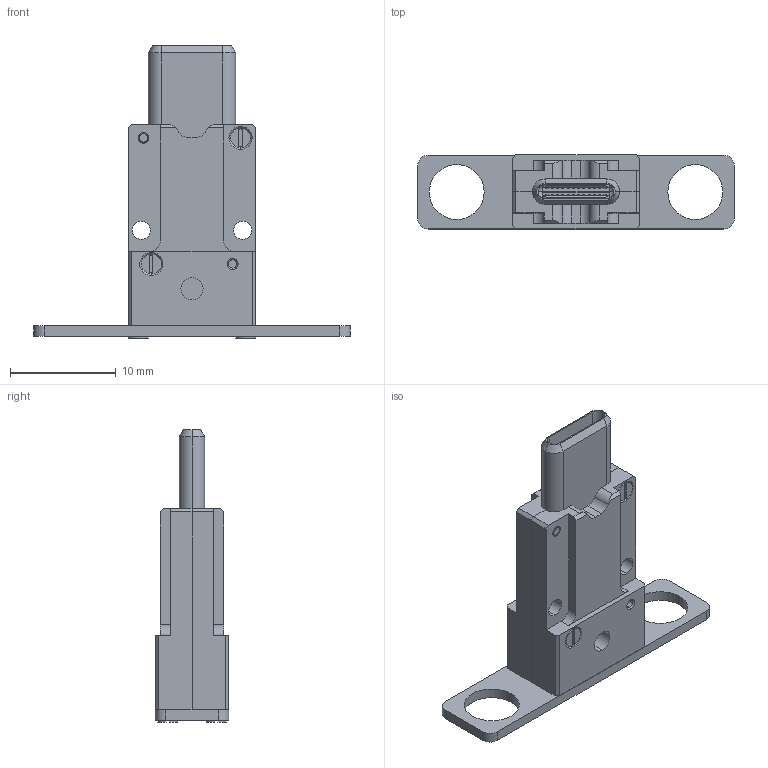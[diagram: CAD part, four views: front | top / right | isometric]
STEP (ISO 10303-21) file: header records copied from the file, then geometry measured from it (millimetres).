
FILE_DESCRIPTION (( 'STEP AP214' ), '1' );
FILE_NAME ('INGUN_116066.STEP', '2025-03-05T15:47:41', ( '' ), ( '' ), 'SwSTEP 2.0', 'SolidWorks 2023', '' );
FILE_SCHEMA (( 'AUTOMOTIVE_DESIGN' ));
Length unit declared in the file: millimetre
Products named in the file (13): 116108~0; 116107~2; 116257~1; 116070_Clips~0; 116264~2; 116070~0; 116045~2; 116256~0; 115526~0; 116178~0; 62750~0; INGUN_116066; 116004~0
Assembly tree (20 placements, depth 5):
  INGUN_116066
    116004~0
    116257~1  x2
      116045~2
    116178~0  x2
      116107~2
      116256~0
        116070~0
          116070_Clips~0
      116108~0
    116264~2
    62750~0  x6
    115526~0  x2
Bounding box: 30 x 7 x 27.75 mm (x, y, z)
Volume: 1312.7 mm3; surface area: 3625.8 mm2
Topology: 88 solids, 88 shells, 2670 faces, 6350 edges, 3884 vertices
Faces by surface type: plane 1868, cylinder 742, cone 56, torus 4
Entity records: 42855 total; most frequent: DIRECTION 7022, CARTESIAN_POINT 6953, ORIENTED_EDGE 6740, EDGE_CURVE 3370, VECTOR 2556, LINE 2556, AXIS2_PLACEMENT_3D 2233, VERTEX_POINT 2076
